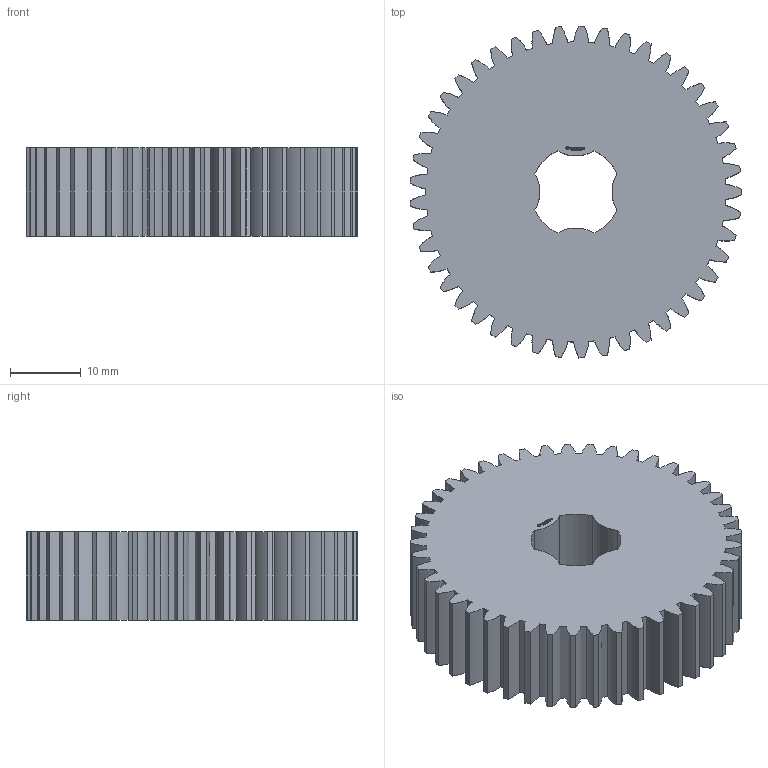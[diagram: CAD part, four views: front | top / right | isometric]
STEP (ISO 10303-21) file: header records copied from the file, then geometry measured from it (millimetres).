
FILE_DESCRIPTION(('FreeCAD Model'),'2;1');
FILE_NAME('Open CASCADE Shape Model','2024-03-10T00:43:40',(''),(''), 'Open CASCADE STEP processor 7.6','FreeCAD','Unknown');
FILE_SCHEMA(('AUTOMOTIVE_DESIGN { 1 0 10303 214 1 1 1 1 }'));
Length unit declared in the file: millimetre
Products named in the file (1): Gear Wheel PLN TTH45 BU01.00 SFT-SHD - SPN-GWH-0160 (stemfie.org)
Bounding box: 46.96 x 46.99 x 12.5 mm (x, y, z)
Volume: 18363 mm3; surface area: 7041 mm2
Topology: 1 solids, 1 shells, 655 faces, 1866 edges, 1244 vertices
Faces by surface type: extrusion 332, plane 315, cylinder 8
Entity records: 58522 total; most frequent: CARTESIAN_POINT 18928, DIRECTION 5266, VECTOR 4570, LINE 4238, ORIENTED_EDGE 3732, PCURVE 3732, DEFINITIONAL_REPRESENTATION 3732, EDGE_CURVE 1866
